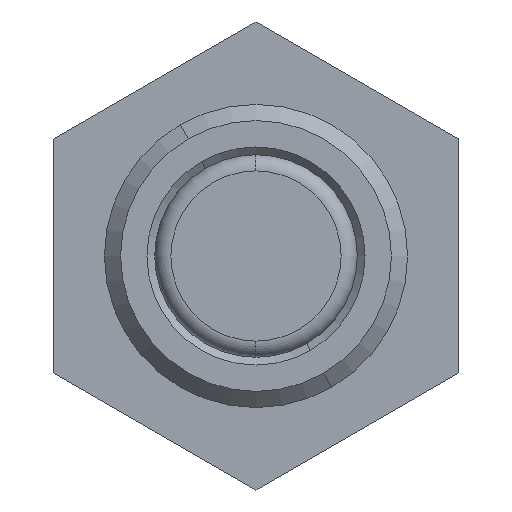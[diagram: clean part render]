
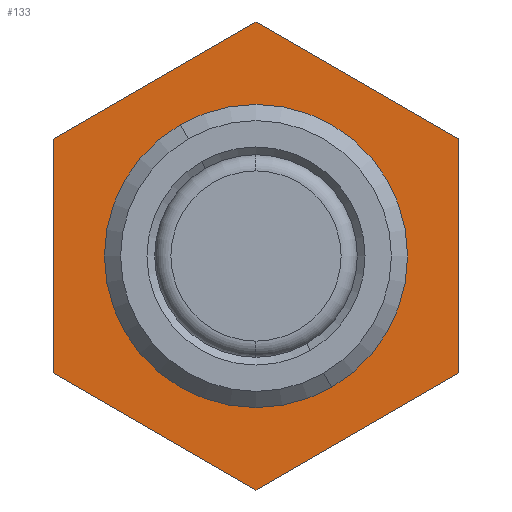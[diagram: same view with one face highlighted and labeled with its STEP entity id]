
A CAD part, left-side view. The second image highlights one B-rep face of the part: STEP entity #133.
In plain terms, the highlighted face is planar.
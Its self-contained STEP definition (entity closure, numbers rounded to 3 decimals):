
#7 = ORIENTED_EDGE ( 'NONE', *, *, #847, .F. ) ;
#14 = LINE ( 'NONE', #599, #468 ) ;
#18 = PLANE ( 'NONE',  #284 ) ;
#23 = ORIENTED_EDGE ( 'NONE', *, *, #81, .F. ) ;
#34 = LINE ( 'NONE', #325, #529 ) ;
#53 = DIRECTION ( 'NONE',  ( 0., 1., 0. ) ) ;
#54 = CARTESIAN_POINT ( 'NONE',  ( -41.973, -25.4, -10.319 ) ) ;
#81 = EDGE_CURVE ( 'NONE', #296, #460, #14, .T. ) ;
#130 = VERTEX_POINT ( 'NONE', #983 ) ;
#133 = ADVANCED_FACE ( 'NONE', ( #140, #412 ), #18, .F. ) ;
#137 = DIRECTION ( 'NONE',  ( 0., 1., 0. ) ) ;
#140 = FACE_BOUND ( 'NONE', #853, .T. ) ;
#153 = CARTESIAN_POINT ( 'NONE',  ( -30.975, -25.4, -16.669 ) ) ;
#183 = ORIENTED_EDGE ( 'NONE', *, *, #1237, .F. ) ;
#194 = VERTEX_POINT ( 'NONE', #768 ) ;
#214 = CIRCLE ( 'NONE', #477, 4.75 ) ;
#221 = EDGE_CURVE ( 'NONE', #1017, #848, #816, .T. ) ;
#223 = CARTESIAN_POINT ( 'NONE',  ( -34.641, -25.4, -23.019 ) ) ;
#239 = CARTESIAN_POINT ( 'NONE',  ( -41.973, -25.4, -10.319 ) ) ;
#252 = VERTEX_POINT ( 'NONE', #695 ) ;
#284 = AXIS2_PLACEMENT_3D ( 'NONE', #764, #1085, #1076 ) ;
#292 = ORIENTED_EDGE ( 'NONE', *, *, #753, .F. ) ;
#296 = VERTEX_POINT ( 'NONE', #954 ) ;
#307 = VECTOR ( 'NONE', #647, 1000. ) ;
#325 = CARTESIAN_POINT ( 'NONE',  ( -41.973, -25.4, -23.019 ) ) ;
#341 = DIRECTION ( 'NONE',  ( 1., 0., 0. ) ) ;
#351 = ORIENTED_EDGE ( 'NONE', *, *, #565, .T. ) ;
#412 = FACE_OUTER_BOUND ( 'NONE', #851, .T. ) ;
#438 = VERTEX_POINT ( 'NONE', #153 ) ;
#460 = VERTEX_POINT ( 'NONE', #54 ) ;
#468 = VECTOR ( 'NONE', #481, 1000. ) ;
#477 = AXIS2_PLACEMENT_3D ( 'NONE', #1109, #137, #341 ) ;
#481 = DIRECTION ( 'NONE',  ( 0.5, 0., 0.866 ) ) ;
#493 = EDGE_CURVE ( 'NONE', #252, #130, #214, .T. ) ;
#529 = VECTOR ( 'NONE', #652, 1000. ) ;
#534 = LINE ( 'NONE', #607, #1039 ) ;
#560 = DIRECTION ( 'NONE',  ( 1., 0., 0. ) ) ;
#565 = EDGE_CURVE ( 'NONE', #130, #252, #903, .T. ) ;
#566 = ORIENTED_EDGE ( 'NONE', *, *, #493, .T. ) ;
#599 = CARTESIAN_POINT ( 'NONE',  ( -45.639, -25.4, -16.669 ) ) ;
#607 = CARTESIAN_POINT ( 'NONE',  ( -34.641, -25.4, -10.319 ) ) ;
#637 = ORIENTED_EDGE ( 'NONE', *, *, #221, .F. ) ;
#647 = DIRECTION ( 'NONE',  ( 1., 0., 0. ) ) ;
#652 = DIRECTION ( 'NONE',  ( -0.5, 0., 0.866 ) ) ;
#695 = CARTESIAN_POINT ( 'NONE',  ( -38.307, -25.4, -11.919 ) ) ;
#698 = DIRECTION ( 'NONE',  ( 0.5, 0., -0.866 ) ) ;
#753 = EDGE_CURVE ( 'NONE', #438, #1017, #808, .T. ) ;
#764 = CARTESIAN_POINT ( 'NONE',  ( -38.307, -25.4, -3.969 ) ) ;
#768 = CARTESIAN_POINT ( 'NONE',  ( -34.641, -25.4, -10.319 ) ) ;
#808 = LINE ( 'NONE', #1239, #1006 ) ;
#816 = LINE ( 'NONE', #223, #1193 ) ;
#826 = ORIENTED_EDGE ( 'NONE', *, *, #959, .F. ) ;
#847 = EDGE_CURVE ( 'NONE', #848, #296, #34, .T. ) ;
#848 = VERTEX_POINT ( 'NONE', #1150 ) ;
#851 = EDGE_LOOP ( 'NONE', ( #23, #7, #637, #292, #183, #826 ) ) ;
#853 = EDGE_LOOP ( 'NONE', ( #566, #351 ) ) ;
#903 = CIRCLE ( 'NONE', #1179, 4.75 ) ;
#954 = CARTESIAN_POINT ( 'NONE',  ( -45.639, -25.4, -16.669 ) ) ;
#959 = EDGE_CURVE ( 'NONE', #460, #194, #968, .T. ) ;
#967 = DIRECTION ( 'NONE',  ( -0.5, 0., -0.866 ) ) ;
#968 = LINE ( 'NONE', #239, #307 ) ;
#983 = CARTESIAN_POINT ( 'NONE',  ( -38.307, -25.4, -21.419 ) ) ;
#1006 = VECTOR ( 'NONE', #967, 1000. ) ;
#1017 = VERTEX_POINT ( 'NONE', #1222 ) ;
#1039 = VECTOR ( 'NONE', #698, 1000. ) ;
#1076 = DIRECTION ( 'NONE',  ( 0., 0., 1. ) ) ;
#1085 = DIRECTION ( 'NONE',  ( 0., 1., 0. ) ) ;
#1097 = DIRECTION ( 'NONE',  ( -1., 0., 0. ) ) ;
#1109 = CARTESIAN_POINT ( 'NONE',  ( -38.307, -25.4, -16.669 ) ) ;
#1150 = CARTESIAN_POINT ( 'NONE',  ( -41.973, -25.4, -23.019 ) ) ;
#1179 = AXIS2_PLACEMENT_3D ( 'NONE', #1226, #53, #560 ) ;
#1193 = VECTOR ( 'NONE', #1097, 1000. ) ;
#1222 = CARTESIAN_POINT ( 'NONE',  ( -34.641, -25.4, -23.019 ) ) ;
#1226 = CARTESIAN_POINT ( 'NONE',  ( -38.307, -25.4, -16.669 ) ) ;
#1237 = EDGE_CURVE ( 'NONE', #194, #438, #534, .T. ) ;
#1239 = CARTESIAN_POINT ( 'NONE',  ( -30.975, -25.4, -16.669 ) ) ;
